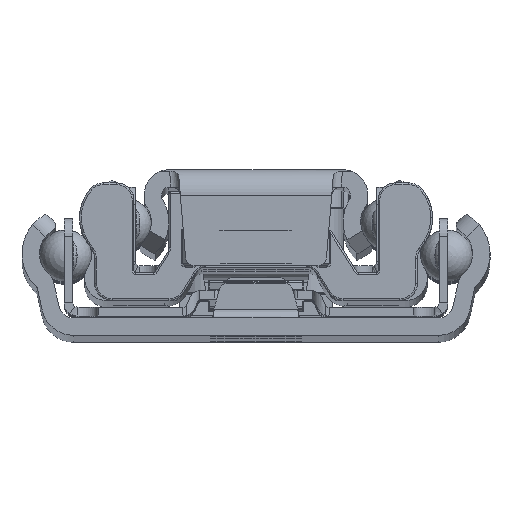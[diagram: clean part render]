
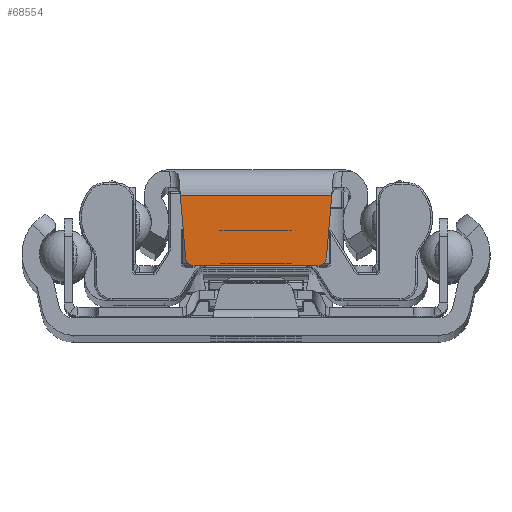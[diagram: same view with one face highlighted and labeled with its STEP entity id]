
A CAD part, top view. The second image highlights one B-rep face of the part: STEP entity #68554.
In plain terms, the highlighted planar face has unit normal (0, 0, 1).
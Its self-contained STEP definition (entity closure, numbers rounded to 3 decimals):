
#3861 = ORIENTED_EDGE ( 'NONE', *, *, #32133, .F. ) ;
#4428 = DIRECTION ( 'NONE',  ( 1., 0., 0. ) ) ;
#7192 = ORIENTED_EDGE ( 'NONE', *, *, #67543, .T. ) ;
#11279 = DIRECTION ( 'NONE',  ( 0., 0., 1. ) ) ;
#12795 = EDGE_CURVE ( 'NONE', #70999, #26598, #24851, .T. ) ;
#13831 = DIRECTION ( 'NONE',  ( 1., 0., 0. ) ) ;
#14368 = VECTOR ( 'NONE', #80442, 1000. ) ;
#15268 = EDGE_CURVE ( 'NONE', #26598, #62697, #61086, .T. ) ;
#17275 = VECTOR ( 'NONE', #35795, 1000. ) ;
#18579 = CARTESIAN_POINT ( 'NONE',  ( -7.08, -11., 438. ) ) ;
#19041 = CARTESIAN_POINT ( 'NONE',  ( -8.924, -3., 438. ) ) ;
#20278 = VERTEX_POINT ( 'NONE', #35143 ) ;
#21193 = DIRECTION ( 'NONE',  ( -0.084, 0.996, 0. ) ) ;
#21218 = DIRECTION ( 'NONE',  ( 0., 0., 1. ) ) ;
#21921 = CIRCLE ( 'NONE', #31027, 1. ) ;
#22643 = ORIENTED_EDGE ( 'NONE', *, *, #12795, .T. ) ;
#24851 = CIRCLE ( 'NONE', #46432, 1. ) ;
#25076 = CARTESIAN_POINT ( 'NONE',  ( -7.08, -10., 438. ) ) ;
#25154 = LINE ( 'NONE', #19041, #14368 ) ;
#26598 = VERTEX_POINT ( 'NONE', #18579 ) ;
#27659 = LINE ( 'NONE', #68788, #85772 ) ;
#27668 = EDGE_CURVE ( 'NONE', #62697, #80426, #21921, .T. ) ;
#30042 = EDGE_LOOP ( 'NONE', ( #7192, #36427, #3861, #22643, #67739, #60103 ) ) ;
#31027 = AXIS2_PLACEMENT_3D ( 'NONE', #34842, #69532, #13831 ) ;
#32133 = EDGE_CURVE ( 'NONE', #70999, #20278, #27659, .T. ) ;
#34842 = CARTESIAN_POINT ( 'NONE',  ( 7.08, -10., 438. ) ) ;
#35143 = CARTESIAN_POINT ( 'NONE',  ( -8.672, -3., 438. ) ) ;
#35795 = DIRECTION ( 'NONE',  ( 0.084, 0.996, 0. ) ) ;
#36427 = ORIENTED_EDGE ( 'NONE', *, *, #76388, .T. ) ;
#38875 = AXIS2_PLACEMENT_3D ( 'NONE', #68544, #21218, #69417 ) ;
#42713 = VECTOR ( 'NONE', #60114, 1000. ) ;
#46432 = AXIS2_PLACEMENT_3D ( 'NONE', #25076, #11279, #4428 ) ;
#52704 = CARTESIAN_POINT ( 'NONE',  ( 8.077, -10.084, 438. ) ) ;
#59752 = CARTESIAN_POINT ( 'NONE',  ( -8.077, -10.084, 438. ) ) ;
#60103 = ORIENTED_EDGE ( 'NONE', *, *, #27668, .T. ) ;
#60114 = DIRECTION ( 'NONE',  ( 1., 0., 0. ) ) ;
#61086 = LINE ( 'NONE', #66193, #42713 ) ;
#62471 = PLANE ( 'NONE',  #38875 ) ;
#62697 = VERTEX_POINT ( 'NONE', #74053 ) ;
#62946 = CARTESIAN_POINT ( 'NONE',  ( 7.888, -12.334, 438. ) ) ;
#65327 = CARTESIAN_POINT ( 'NONE',  ( 8.672, -3., 438. ) ) ;
#66193 = CARTESIAN_POINT ( 'NONE',  ( -8., -11., 438. ) ) ;
#67543 = EDGE_CURVE ( 'NONE', #80426, #68797, #77606, .T. ) ;
#67739 = ORIENTED_EDGE ( 'NONE', *, *, #15268, .T. ) ;
#68544 = CARTESIAN_POINT ( 'NONE',  ( -8., -11., 438. ) ) ;
#68554 = ADVANCED_FACE ( 'NONE', ( #68781 ), #62471, .T. ) ;
#68781 = FACE_OUTER_BOUND ( 'NONE', #30042, .T. ) ;
#68788 = CARTESIAN_POINT ( 'NONE',  ( -8., -11., 438. ) ) ;
#68797 = VERTEX_POINT ( 'NONE', #65327 ) ;
#69417 = DIRECTION ( 'NONE',  ( 1., 0., 0. ) ) ;
#69532 = DIRECTION ( 'NONE',  ( 0., 0., 1. ) ) ;
#70999 = VERTEX_POINT ( 'NONE', #59752 ) ;
#74053 = CARTESIAN_POINT ( 'NONE',  ( 7.08, -11., 438. ) ) ;
#76388 = EDGE_CURVE ( 'NONE', #68797, #20278, #25154, .T. ) ;
#77606 = LINE ( 'NONE', #62946, #17275 ) ;
#80426 = VERTEX_POINT ( 'NONE', #52704 ) ;
#80442 = DIRECTION ( 'NONE',  ( -1., 0., 0. ) ) ;
#85772 = VECTOR ( 'NONE', #21193, 1000. ) ;
